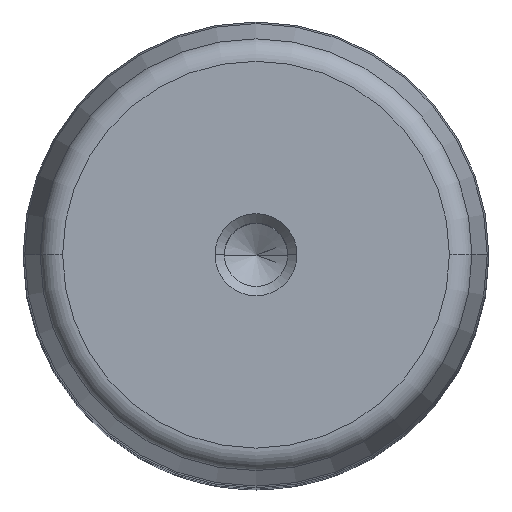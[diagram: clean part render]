
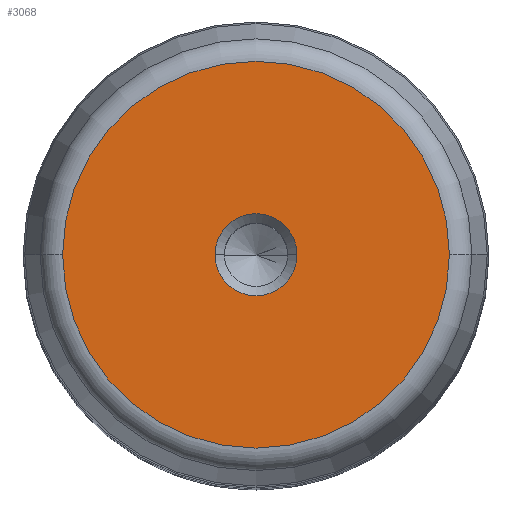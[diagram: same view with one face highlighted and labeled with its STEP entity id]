
A CAD part, top view. The second image highlights one B-rep face of the part: STEP entity #3068.
In plain terms, the highlighted planar face has unit normal (0, 0, 1).
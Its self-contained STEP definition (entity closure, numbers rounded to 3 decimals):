
#29 = CARTESIAN_POINT ( 'NONE',  ( -4.4, 0., 160. ) ) ;
#51 = ORIENTED_EDGE ( 'NONE', *, *, #2146, .T. ) ;
#72 = CIRCLE ( 'NONE', #2293, 4.4 ) ;
#130 = AXIS2_PLACEMENT_3D ( 'NONE', #827, #358, #3107 ) ;
#154 = EDGE_LOOP ( 'NONE', ( #2720, #51 ) ) ;
#358 = DIRECTION ( 'NONE',  ( 0., 0., -1. ) ) ;
#417 = DIRECTION ( 'NONE',  ( 1., 0., 0. ) ) ;
#589 = DIRECTION ( 'NONE',  ( -1., 0., 0. ) ) ;
#693 = ORIENTED_EDGE ( 'NONE', *, *, #1268, .F. ) ;
#695 = FACE_BOUND ( 'NONE', #154, .T. ) ;
#823 = CARTESIAN_POINT ( 'NONE',  ( 0., 0., 160. ) ) ;
#827 = CARTESIAN_POINT ( 'NONE',  ( 0., 0., 160. ) ) ;
#933 = AXIS2_PLACEMENT_3D ( 'NONE', #1132, #2595, #2858 ) ;
#1000 = EDGE_LOOP ( 'NONE', ( #1359, #693 ) ) ;
#1090 = VERTEX_POINT ( 'NONE', #29 ) ;
#1132 = CARTESIAN_POINT ( 'NONE',  ( 0., 0., 160. ) ) ;
#1190 = DIRECTION ( 'NONE',  ( 0., 0., 1. ) ) ;
#1246 = CARTESIAN_POINT ( 'NONE',  ( 20.763, 0., 160. ) ) ;
#1268 = EDGE_CURVE ( 'NONE', #1714, #2043, #2380, .T. ) ;
#1323 = DIRECTION ( 'NONE',  ( 0., 0., -1. ) ) ;
#1359 = ORIENTED_EDGE ( 'NONE', *, *, #2180, .F. ) ;
#1560 = DIRECTION ( 'NONE',  ( 0., 0., -1. ) ) ;
#1568 = CARTESIAN_POINT ( 'NONE',  ( 0., 0., 160. ) ) ;
#1635 = CARTESIAN_POINT ( 'NONE',  ( 4.4, 0., 160. ) ) ;
#1644 = AXIS2_PLACEMENT_3D ( 'NONE', #823, #1560, #589 ) ;
#1714 = VERTEX_POINT ( 'NONE', #1246 ) ;
#2043 = VERTEX_POINT ( 'NONE', #2268 ) ;
#2146 = EDGE_CURVE ( 'NONE', #1090, #2677, #2757, .T. ) ;
#2180 = EDGE_CURVE ( 'NONE', #2043, #1714, #2281, .T. ) ;
#2268 = CARTESIAN_POINT ( 'NONE',  ( -20.763, 0., 160. ) ) ;
#2281 = CIRCLE ( 'NONE', #933, 20.763 ) ;
#2293 = AXIS2_PLACEMENT_3D ( 'NONE', #1568, #1323, #3053 ) ;
#2380 = CIRCLE ( 'NONE', #1644, 20.763 ) ;
#2423 = PLANE ( 'NONE',  #3064 ) ;
#2432 = EDGE_CURVE ( 'NONE', #2677, #1090, #72, .T. ) ;
#2595 = DIRECTION ( 'NONE',  ( 0., 0., -1. ) ) ;
#2677 = VERTEX_POINT ( 'NONE', #1635 ) ;
#2720 = ORIENTED_EDGE ( 'NONE', *, *, #2432, .T. ) ;
#2757 = CIRCLE ( 'NONE', #130, 4.4 ) ;
#2769 = FACE_OUTER_BOUND ( 'NONE', #1000, .T. ) ;
#2858 = DIRECTION ( 'NONE',  ( -1., 0., 0. ) ) ;
#3053 = DIRECTION ( 'NONE',  ( 1., 0., 0. ) ) ;
#3064 = AXIS2_PLACEMENT_3D ( 'NONE', #3121, #1190, #417 ) ;
#3068 = ADVANCED_FACE ( 'NONE', ( #695, #2769 ), #2423, .T. ) ;
#3107 = DIRECTION ( 'NONE',  ( 1., 0., 0. ) ) ;
#3121 = CARTESIAN_POINT ( 'NONE',  ( 0., 0., 160. ) ) ;
